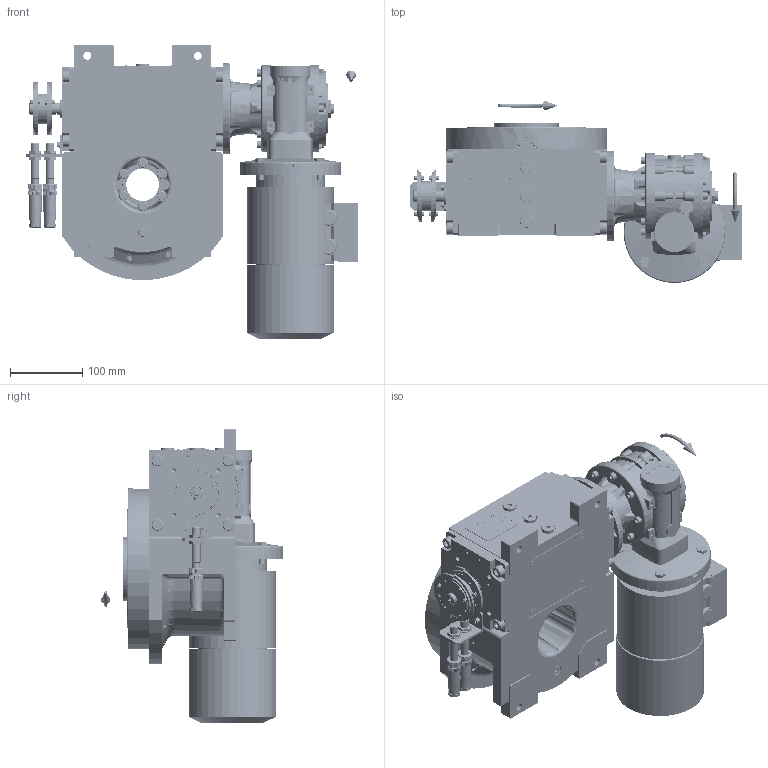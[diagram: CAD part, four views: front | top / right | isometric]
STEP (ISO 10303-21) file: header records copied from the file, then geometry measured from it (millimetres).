
FILE_DESCRIPTION (( 'STEP AP203' ), '1' );
FILE_NAME ('PC5201818.step', '2026-02-06T15:00:24', ( '' ), ( '' ), 'SwSTEP 2.0', 'SolidWorks 2020', '' );
FILE_SCHEMA (( 'CONFIG_CONTROL_DESIGN' ));
Length unit declared in the file: millimetre
Products named in the file (91): cfn2003_01_054; cfn2400_04_024; rig06_004_s_001; cfn2276_01_074; cfn2115_02_194; cfn2000_01_124; AS_rig06_017; RIG06_005_ASM.stp; cfn2000_01_126; rig06_016; PC5201818; cfn2151_01_109; AS_900_00_00_005; cfn2077_01_018; cfn2000_01_103; CFN2000_01_185.stp; cfn2107_01_001; rig06_071_08_m_asm.stp; cfn2151_01_090; 900_00_00_005; AS_900_38_30_003; RIG06_021_AF0.stp; cfn2205_01_013; freccia_angolare_albero; CFN2104_02_017.stp; rig06_001_a; rig06_005_n_01; cfn2055_01_002; freccia_angolare; cfn2158_01_011; cfn2155_01_303; olio_agip_blasia_150; CFN2203_02_001.stp; cfn2000_01_184; CFN2356_03_047.stp; AS_cfn2400_04_024; AS_cfn2476_01_002_60x46; CFN2010_02_002.stp; AS_rig06_004; AS_900_38_10_028 ...
Assembly tree (87 placements, depth 5):
  cfn2276_01_074
  PC5201818
    rig06_001_a
    AS_cfn2476_01_002_60x46
      cfn2476_01_002_60x46
      cfn2107_01_001
      cfn2107_01_001
    AS_rig06_071_8_m
      rig06_071_08_m_asm.stp
        RIG06_005_ASM.stp
          RIG06_021_AF0.stp
          CFN2000_01_185.stp
          CFN2000_01_185.stp
          CFN2104_02_017.stp
        CFN2010_02_002.stp
      rig06_005_n_01
      rig06_003_8
      cfn2104_01_016  x2
      cfn2000_01_124
      cfn2000_01_124  x6
      cfn2000_01_124
      cfn2000_01_124
      cfn2000_01_124
      cfn2155_01_303
    AS_rig06_017
      rig06_017
      cfn2158_01_011
      cfn2000_01_126
      cfn2000_01_126
      cfn2000_01_126
      cfn2000_01_126
      cfn2000_01_126
      cfn2000_01_126
    AS_rig06_004_s_001
      rig06_004_s_001
      cfn2070_05_005
      cfn2000_01_103
      cfn2000_01_103
      cfn2000_01_103
      cfn2000_01_103
      cfn2155_01_056
    AS_rig06_004
      rig06_004
      cfn2070_05_005
      cfn2000_01_103
      cfn2000_01_103
      cfn2000_01_103
      cfn2000_01_103
      cfn2155_01_056
    AS_rig06_002_bl_001
      rig06_002_bl_001
      cfn2115_01_005
    cfn2128_04_004
    cfn2128_04_004
    cfn2128_04_004
    cfn2128_19_002
    AS_rig06_016
      rig06_016
      cfn2003_01_054
      cfn2003_01_054
Bounding box: 458.5 x 251.5 x 405.99 mm (x, y, z)
Volume: 6193690.7 mm3; surface area: 1190706.1 mm2
Topology: 75 solids, 79 shells, 6148 faces, 15728 edges, 9991 vertices
Faces by surface type: plane 2758, cylinder 2079, cone 1071, torus 214, bspline 20, sphere 6
Entity records: 178679 total; most frequent: CARTESIAN_POINT 49517, ORIENTED_EDGE 25032, DIRECTION 24891, EDGE_CURVE 12516, AXIS2_PLACEMENT_3D 9163, VERTEX_POINT 8045, VECTOR 6565, LINE 6565
